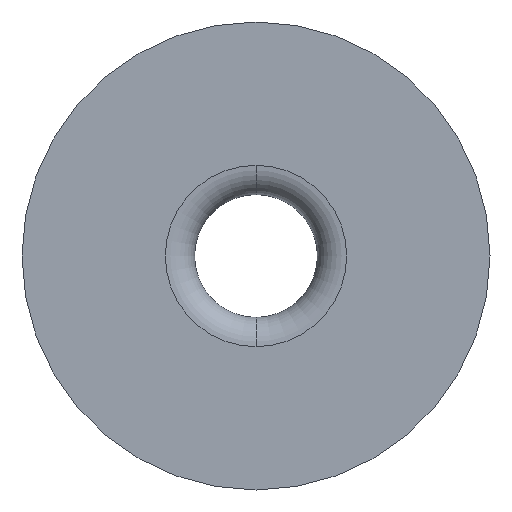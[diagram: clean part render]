
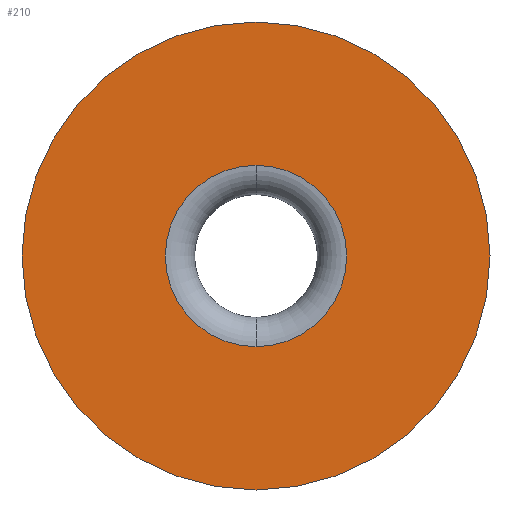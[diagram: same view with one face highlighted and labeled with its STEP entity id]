
A CAD part, front view. The second image highlights one B-rep face of the part: STEP entity #210.
In plain terms, the highlighted planar face has unit normal (0, -1, 0).
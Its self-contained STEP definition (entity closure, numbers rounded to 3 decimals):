
#14 = DIRECTION ( 'NONE',  ( 0., 0., 1. ) ) ;
#18 = DIRECTION ( 'NONE',  ( 0., 1., 0. ) ) ;
#19 = EDGE_CURVE ( 'NONE', #113, #388, #22, .T. ) ;
#22 = CIRCLE ( 'NONE', #72, 4. ) ;
#27 = EDGE_LOOP ( 'NONE', ( #332, #359 ) ) ;
#43 = CARTESIAN_POINT ( 'NONE',  ( 0., 0., 1.55 ) ) ;
#45 = VERTEX_POINT ( 'NONE', #43 ) ;
#46 = EDGE_CURVE ( 'NONE', #388, #113, #60, .T. ) ;
#60 = CIRCLE ( 'NONE', #110, 4. ) ;
#63 = CARTESIAN_POINT ( 'NONE',  ( 0., 0., -1.55 ) ) ;
#72 = AXIS2_PLACEMENT_3D ( 'NONE', #343, #344, #279 ) ;
#81 = CARTESIAN_POINT ( 'NONE',  ( 0., 0., 0. ) ) ;
#92 = EDGE_CURVE ( 'NONE', #395, #45, #180, .T. ) ;
#99 = EDGE_CURVE ( 'NONE', #45, #395, #338, .T. ) ;
#105 = DIRECTION ( 'NONE',  ( 0., 1., 0. ) ) ;
#108 = DIRECTION ( 'NONE',  ( 0., 0., 1. ) ) ;
#110 = AXIS2_PLACEMENT_3D ( 'NONE', #386, #105, #165 ) ;
#113 = VERTEX_POINT ( 'NONE', #351 ) ;
#156 = AXIS2_PLACEMENT_3D ( 'NONE', #161, #251, #281 ) ;
#161 = CARTESIAN_POINT ( 'NONE',  ( 0., 0., 0. ) ) ;
#165 = DIRECTION ( 'NONE',  ( 0., 0., 1. ) ) ;
#177 = ORIENTED_EDGE ( 'NONE', *, *, #19, .F. ) ;
#180 = CIRCLE ( 'NONE', #156, 1.55 ) ;
#190 = CARTESIAN_POINT ( 'NONE',  ( 0., 0., 0. ) ) ;
#196 = ORIENTED_EDGE ( 'NONE', *, *, #46, .F. ) ;
#197 = AXIS2_PLACEMENT_3D ( 'NONE', #190, #18, #14 ) ;
#205 = CARTESIAN_POINT ( 'NONE',  ( 0., 0., 4. ) ) ;
#210 = ADVANCED_FACE ( 'NONE', ( #394, #385 ), #230, .F. ) ;
#230 = PLANE ( 'NONE',  #276 ) ;
#251 = DIRECTION ( 'NONE',  ( 0., 1., 0. ) ) ;
#276 = AXIS2_PLACEMENT_3D ( 'NONE', #81, #291, #108 ) ;
#279 = DIRECTION ( 'NONE',  ( 0., 0., 1. ) ) ;
#281 = DIRECTION ( 'NONE',  ( 0., 0., 1. ) ) ;
#291 = DIRECTION ( 'NONE',  ( 0., 1., 0. ) ) ;
#299 = EDGE_LOOP ( 'NONE', ( #177, #196 ) ) ;
#332 = ORIENTED_EDGE ( 'NONE', *, *, #99, .T. ) ;
#338 = CIRCLE ( 'NONE', #197, 1.55 ) ;
#343 = CARTESIAN_POINT ( 'NONE',  ( 0., 0., 0. ) ) ;
#344 = DIRECTION ( 'NONE',  ( 0., 1., 0. ) ) ;
#351 = CARTESIAN_POINT ( 'NONE',  ( 0., 0., -4. ) ) ;
#359 = ORIENTED_EDGE ( 'NONE', *, *, #92, .T. ) ;
#385 = FACE_OUTER_BOUND ( 'NONE', #299, .T. ) ;
#386 = CARTESIAN_POINT ( 'NONE',  ( 0., 0., 0. ) ) ;
#388 = VERTEX_POINT ( 'NONE', #205 ) ;
#394 = FACE_BOUND ( 'NONE', #27, .T. ) ;
#395 = VERTEX_POINT ( 'NONE', #63 ) ;
